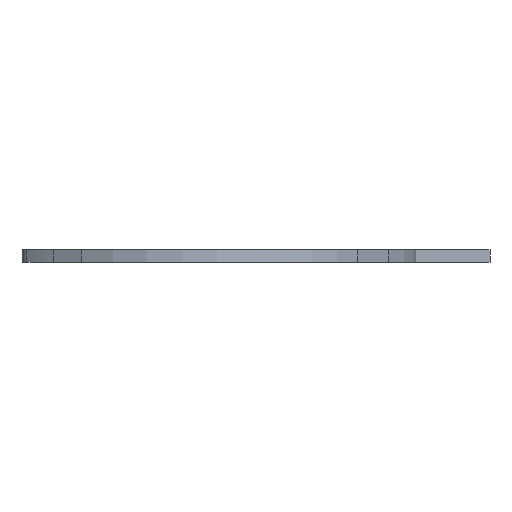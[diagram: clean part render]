
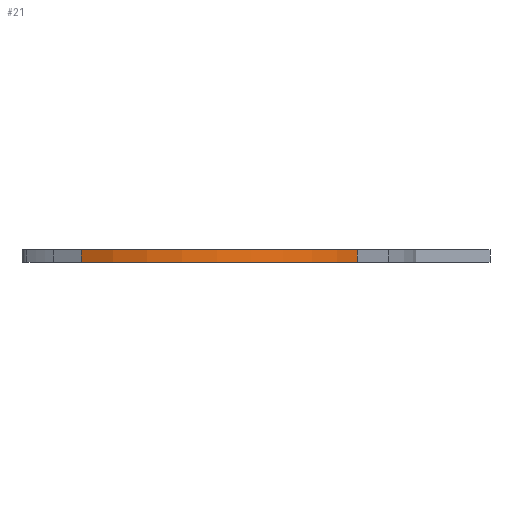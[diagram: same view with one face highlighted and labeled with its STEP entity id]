
A CAD part, left-side view. The second image highlights one B-rep face of the part: STEP entity #21.
In plain terms, the highlighted cylindrical face has radius 50.8 mm (diameter 101.6 mm), a partial arc.
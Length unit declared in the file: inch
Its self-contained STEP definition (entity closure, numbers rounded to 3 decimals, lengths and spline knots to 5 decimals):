
#8 = DIRECTION ( 'NONE',  ( 1., 0., 0. ) ) ;
#21 = ADVANCED_FACE ( 'NONE', ( #1874 ), #1402, .T. ) ;
#148 = VECTOR ( 'NONE', #1232, 39.37008 ) ;
#202 = ORIENTED_EDGE ( 'NONE', *, *, #573, .T. ) ;
#272 = CARTESIAN_POINT ( 'NONE',  ( -1.3374, -1.7779, -0.55736 ) ) ;
#307 = LINE ( 'NONE', #1091, #148 ) ;
#439 = VERTEX_POINT ( 'NONE', #272 ) ;
#442 = ORIENTED_EDGE ( 'NONE', *, *, #1516, .T. ) ;
#463 = CIRCLE ( 'NONE', #713, 2. ) ;
#496 = CARTESIAN_POINT ( 'NONE',  ( -1.3374, -1.7779, -0.68236 ) ) ;
#500 = DIRECTION ( 'NONE',  ( 0., 0., -1. ) ) ;
#570 = DIRECTION ( 'NONE',  ( 0., 0., -1. ) ) ;
#573 = EDGE_CURVE ( 'NONE', #1576, #439, #1097, .T. ) ;
#611 = CARTESIAN_POINT ( 'NONE',  ( -0.3374, -0.04585, -0.68236 ) ) ;
#713 = AXIS2_PLACEMENT_3D ( 'NONE', #1280, #500, #1271 ) ;
#774 = AXIS2_PLACEMENT_3D ( 'NONE', #611, #570, #1820 ) ;
#904 = VECTOR ( 'NONE', #1733, 39.37008 ) ;
#941 = EDGE_CURVE ( 'NONE', #1576, #1069, #1647, .T. ) ;
#1011 = CARTESIAN_POINT ( 'NONE',  ( -2.06945, 0.95415, -0.68236 ) ) ;
#1069 = VERTEX_POINT ( 'NONE', #1011 ) ;
#1091 = CARTESIAN_POINT ( 'NONE',  ( -2.06945, 0.95415, -0.68236 ) ) ;
#1097 = LINE ( 'NONE', #496, #904 ) ;
#1116 = DIRECTION ( 'NONE',  ( 0., 0., 1. ) ) ;
#1176 = CARTESIAN_POINT ( 'NONE',  ( -1.3374, -1.7779, -0.68236 ) ) ;
#1222 = CARTESIAN_POINT ( 'NONE',  ( -2.06945, 0.95415, -0.55736 ) ) ;
#1232 = DIRECTION ( 'NONE',  ( 0., 0., 1. ) ) ;
#1242 = CARTESIAN_POINT ( 'NONE',  ( -0.3374, -0.04585, -0.68236 ) ) ;
#1266 = EDGE_CURVE ( 'NONE', #1069, #1815, #307, .T. ) ;
#1271 = DIRECTION ( 'NONE',  ( 1., 0., 0. ) ) ;
#1280 = CARTESIAN_POINT ( 'NONE',  ( -0.3374, -0.04585, -0.55736 ) ) ;
#1402 = CYLINDRICAL_SURFACE ( 'NONE', #1927, 2. ) ;
#1516 = EDGE_CURVE ( 'NONE', #439, #1815, #463, .T. ) ;
#1545 = ORIENTED_EDGE ( 'NONE', *, *, #1266, .F. ) ;
#1576 = VERTEX_POINT ( 'NONE', #1176 ) ;
#1647 = CIRCLE ( 'NONE', #774, 2. ) ;
#1731 = ORIENTED_EDGE ( 'NONE', *, *, #941, .F. ) ;
#1733 = DIRECTION ( 'NONE',  ( 0., 0., 1. ) ) ;
#1815 = VERTEX_POINT ( 'NONE', #1222 ) ;
#1820 = DIRECTION ( 'NONE',  ( 1., 0., 0. ) ) ;
#1874 = FACE_OUTER_BOUND ( 'NONE', #1967, .T. ) ;
#1927 = AXIS2_PLACEMENT_3D ( 'NONE', #1242, #1116, #8 ) ;
#1967 = EDGE_LOOP ( 'NONE', ( #442, #1545, #1731, #202 ) ) ;
